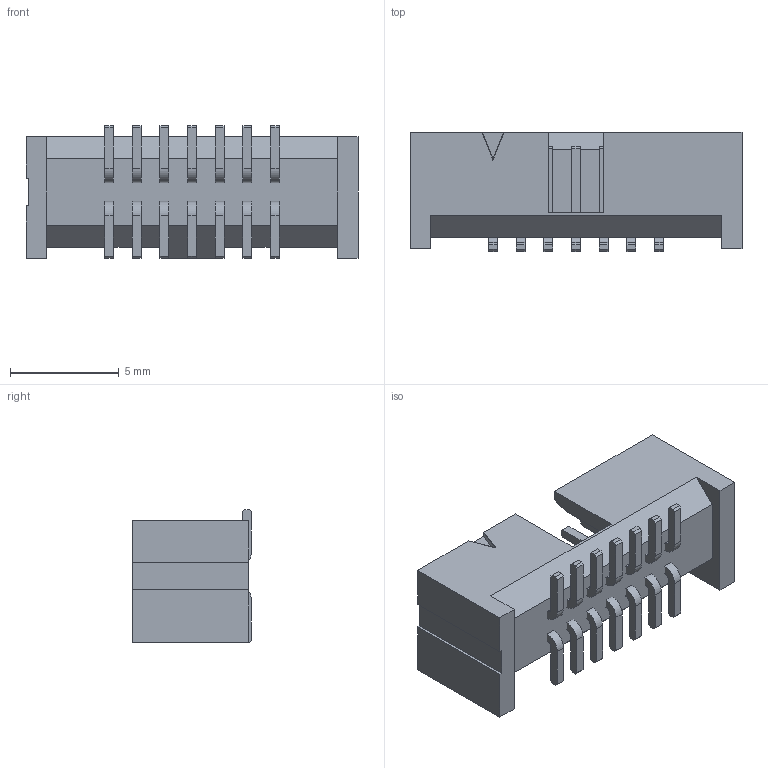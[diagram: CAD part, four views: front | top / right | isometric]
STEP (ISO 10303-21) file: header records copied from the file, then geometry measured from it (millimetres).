
FILE_DESCRIPTION(/* description */ ('STEP AP214'),/* implementation_level */ '2;1');
FILE_NAME(/* name */ 'SHF-107-01-L-D-SM',/* time_stamp */ '2023-10-02T15:37:07+02:00',/* author */ ('License CC BY-ND 4.0'),/* organization */ ('CADENAS'),/* preprocessor_version */ 'ST-DEVELOPER v19.3',/* originating_system */ 'PARTsolutions',/* authorisation */ ' ');
FILE_SCHEMA (('AUTOMOTIVE_DESIGN {1 0 10303 214 3 1 1}'));
Length unit declared in the file: inch
Products named in the file (4): SHF-107-01-L-D-SM; T-1S71-02-07-D-SM; SHF-First_Position_Indicator; SHF-107-01-D_header
Assembly tree (3 placements, depth 2):
  SHF-107-01-L-D-SM
    T-1S71-02-07-D-SM
    SHF-First_Position_Indicator
    SHF-107-01-D_header
Bounding box: 15.24 x 5.46 x 6.1 mm (x, y, z)
Volume: 206.8 mm3; surface area: 656.4 mm2
Topology: 3 solids, 3 shells, 268 faces, 782 edges, 520 vertices
Faces by surface type: plane 240, cylinder 28
Entity records: 8835 total; most frequent: CARTESIAN_POINT 1574, ORIENTED_EDGE 1564, DIRECTION 1382, EDGE_CURVE 782, LINE 726, VECTOR 726, VERTEX_POINT 520, AXIS2_PLACEMENT_3D 328
